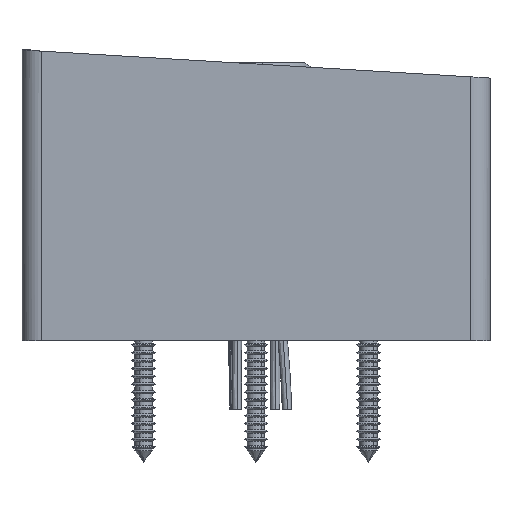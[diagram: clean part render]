
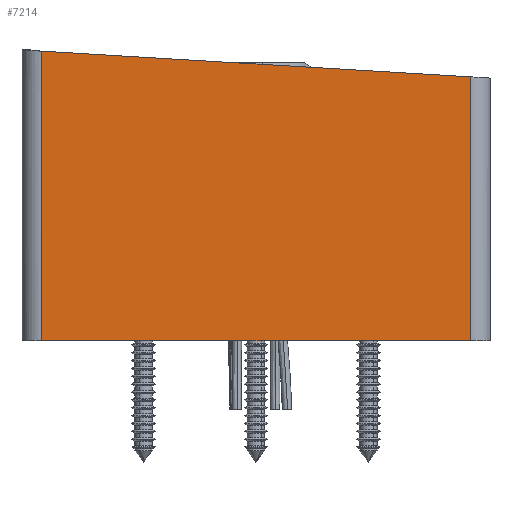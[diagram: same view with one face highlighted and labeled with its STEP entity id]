
A CAD part, left-side view. The second image highlights one B-rep face of the part: STEP entity #7214.
In plain terms, the highlighted planar face has unit normal (-1, 0, 0).
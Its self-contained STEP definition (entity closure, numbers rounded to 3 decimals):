
#484 = ORIENTED_EDGE ( 'NONE', *, *, #7574, .T. ) ;
#2598 = CARTESIAN_POINT ( 'NONE',  ( -41.75, 38.15, 0. ) ) ;
#3407 = DIRECTION ( 'NONE',  ( 0., 0., -1. ) ) ;
#4545 = EDGE_CURVE ( 'NONE', #26383, #41992, #8726, .T. ) ;
#7214 = ADVANCED_FACE ( 'NONE', ( #54392 ), #69230, .F. ) ;
#7574 = EDGE_CURVE ( 'NONE', #46429, #26383, #43798, .T. ) ;
#8726 = LINE ( 'NONE', #58416, #58705 ) ;
#10486 = LINE ( 'NONE', #32476, #52679 ) ;
#15248 = LINE ( 'NONE', #37286, #67749 ) ;
#15672 = CARTESIAN_POINT ( 'NONE',  ( -41.75, 38.15, 53. ) ) ;
#17229 = ORIENTED_EDGE ( 'NONE', *, *, #4545, .T. ) ;
#17431 = EDGE_CURVE ( 'NONE', #33394, #41992, #15248, .T. ) ;
#19126 = DIRECTION ( 'NONE',  ( 0., -1., 0. ) ) ;
#19816 = CARTESIAN_POINT ( 'NONE',  ( -41.75, 38.15, 53. ) ) ;
#21754 = EDGE_LOOP ( 'NONE', ( #42952, #484, #17229, #29402 ) ) ;
#26383 = VERTEX_POINT ( 'NONE', #2598 ) ;
#29402 = ORIENTED_EDGE ( 'NONE', *, *, #17431, .F. ) ;
#29774 = CARTESIAN_POINT ( 'NONE',  ( -41.75, -38.15, 0. ) ) ;
#32476 = CARTESIAN_POINT ( 'NONE',  ( -41.75, 50.17, 52.311 ) ) ;
#33394 = VERTEX_POINT ( 'NONE', #34550 ) ;
#34550 = CARTESIAN_POINT ( 'NONE',  ( -41.75, -38.15, 47.01 ) ) ;
#36937 = CARTESIAN_POINT ( 'NONE',  ( -41.75, 38.15, 51.59 ) ) ;
#37286 = CARTESIAN_POINT ( 'NONE',  ( -41.75, -38.15, 53. ) ) ;
#41844 = DIRECTION ( 'NONE',  ( 1., 0., 0. ) ) ;
#41992 = VERTEX_POINT ( 'NONE', #29774 ) ;
#42952 = ORIENTED_EDGE ( 'NONE', *, *, #60922, .F. ) ;
#43798 = LINE ( 'NONE', #15672, #53839 ) ;
#46429 = VERTEX_POINT ( 'NONE', #36937 ) ;
#49012 = DIRECTION ( 'NONE',  ( 0., -0.998, -0.06 ) ) ;
#52679 = VECTOR ( 'NONE', #49012, 1000. ) ;
#53839 = VECTOR ( 'NONE', #54217, 1000. ) ;
#54217 = DIRECTION ( 'NONE',  ( 0., 0., -1. ) ) ;
#54392 = FACE_OUTER_BOUND ( 'NONE', #21754, .T. ) ;
#58416 = CARTESIAN_POINT ( 'NONE',  ( -41.75, 38.15, 0. ) ) ;
#58705 = VECTOR ( 'NONE', #19126, 1000. ) ;
#60922 = EDGE_CURVE ( 'NONE', #46429, #33394, #10486, .T. ) ;
#63803 = DIRECTION ( 'NONE',  ( 0., 1., 0. ) ) ;
#66529 = AXIS2_PLACEMENT_3D ( 'NONE', #19816, #41844, #63803 ) ;
#67749 = VECTOR ( 'NONE', #3407, 1000. ) ;
#69230 = PLANE ( 'NONE',  #66529 ) ;
